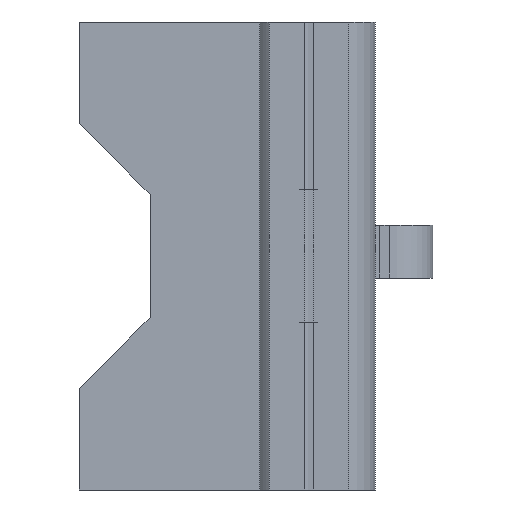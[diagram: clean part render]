
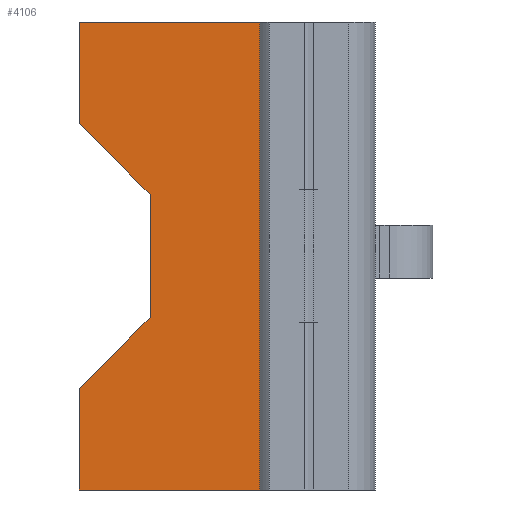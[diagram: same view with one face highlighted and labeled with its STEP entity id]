
A CAD part, front view. The second image highlights one B-rep face of the part: STEP entity #4106.
In plain terms, the highlighted planar face has unit normal (0, -1, 0).
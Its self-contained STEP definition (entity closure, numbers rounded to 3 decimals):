
#1603 = PLANE('',#1604);
#1604 = AXIS2_PLACEMENT_3D('',#1605,#1606,#1607);
#1605 = CARTESIAN_POINT('',(-8.16,4.474,53.));
#1606 = DIRECTION('',(0.,0.,1.));
#1607 = DIRECTION('',(1.,0.,0.));
#1711 = PLANE('',#1712);
#1712 = AXIS2_PLACEMENT_3D('',#1713,#1714,#1715);
#1713 = CARTESIAN_POINT('',(-8.16,4.474,0.));
#1714 = DIRECTION('',(0.,0.,-1.));
#1715 = DIRECTION('',(-1.,0.,0.));
#2956 = VERTEX_POINT('',#2957);
#2957 = CARTESIAN_POINT('',(-5.59,-5.,53.));
#2976 = CYLINDRICAL_SURFACE('',#2977,7.5);
#2977 = AXIS2_PLACEMENT_3D('',#2978,#2979,#2980);
#2978 = CARTESIAN_POINT('',(0.,0.,0.));
#2979 = DIRECTION('',(0.,0.,1.));
#2980 = DIRECTION('',(-1.,-0.,-0.));
#2988 = EDGE_CURVE('',#2956,#2989,#2991,.T.);
#2989 = VERTEX_POINT('',#2990);
#2990 = CARTESIAN_POINT('',(-26.,-5.,53.));
#2991 = SURFACE_CURVE('',#2992,(#2996,#3003),.PCURVE_S1.);
#2992 = LINE('',#2993,#2994);
#2993 = CARTESIAN_POINT('',(-5.,-5.,53.));
#2994 = VECTOR('',#2995,1.);
#2995 = DIRECTION('',(-1.,-0.,-0.));
#2996 = PCURVE('',#1603,#2997);
#2997 = DEFINITIONAL_REPRESENTATION('',(#2998),#3002);
#2998 = LINE('',#2999,#3000);
#2999 = CARTESIAN_POINT('',(3.16,-9.474));
#3000 = VECTOR('',#3001,1.);
#3001 = DIRECTION('',(-1.,0.));
#3002 = ( GEOMETRIC_REPRESENTATION_CONTEXT(2) 
PARAMETRIC_REPRESENTATION_CONTEXT() REPRESENTATION_CONTEXT('2D SPACE',''
  ) );
#3003 = PCURVE('',#3004,#3009);
#3004 = PLANE('',#3005);
#3005 = AXIS2_PLACEMENT_3D('',#3006,#3007,#3008);
#3006 = CARTESIAN_POINT('',(-5.,-5.,0.));
#3007 = DIRECTION('',(0.,1.,0.));
#3008 = DIRECTION('',(0.,0.,-1.));
#3009 = DEFINITIONAL_REPRESENTATION('',(#3010),#3014);
#3010 = LINE('',#3011,#3012);
#3011 = CARTESIAN_POINT('',(-53.,-0.));
#3012 = VECTOR('',#3013,1.);
#3013 = DIRECTION('',(-0.,1.));
#3014 = ( GEOMETRIC_REPRESENTATION_CONTEXT(2) 
PARAMETRIC_REPRESENTATION_CONTEXT() REPRESENTATION_CONTEXT('2D SPACE',''
  ) );
#3032 = PLANE('',#3033);
#3033 = AXIS2_PLACEMENT_3D('',#3034,#3035,#3036);
#3034 = CARTESIAN_POINT('',(-26.,-5.,0.));
#3035 = DIRECTION('',(-1.,-0.,-0.));
#3036 = DIRECTION('',(0.,0.,-1.));
#3187 = VERTEX_POINT('',#3188);
#3188 = CARTESIAN_POINT('',(-26.,-5.,0.));
#3202 = PLANE('',#3203);
#3203 = AXIS2_PLACEMENT_3D('',#3204,#3205,#3206);
#3204 = CARTESIAN_POINT('',(-26.,-5.,0.));
#3205 = DIRECTION('',(-1.,-0.,-0.));
#3206 = DIRECTION('',(0.,0.,-1.));
#3214 = EDGE_CURVE('',#3215,#3187,#3217,.T.);
#3215 = VERTEX_POINT('',#3216);
#3216 = CARTESIAN_POINT('',(-5.59,-5.,0.));
#3217 = SURFACE_CURVE('',#3218,(#3222,#3229),.PCURVE_S1.);
#3218 = LINE('',#3219,#3220);
#3219 = CARTESIAN_POINT('',(-5.,-5.,0.));
#3220 = VECTOR('',#3221,1.);
#3221 = DIRECTION('',(-1.,-0.,-0.));
#3222 = PCURVE('',#1711,#3223);
#3223 = DEFINITIONAL_REPRESENTATION('',(#3224),#3228);
#3224 = LINE('',#3225,#3226);
#3225 = CARTESIAN_POINT('',(-3.16,-9.474));
#3226 = VECTOR('',#3227,1.);
#3227 = DIRECTION('',(1.,-0.));
#3228 = ( GEOMETRIC_REPRESENTATION_CONTEXT(2) 
PARAMETRIC_REPRESENTATION_CONTEXT() REPRESENTATION_CONTEXT('2D SPACE',''
  ) );
#3229 = PCURVE('',#3004,#3230);
#3230 = DEFINITIONAL_REPRESENTATION('',(#3231),#3235);
#3231 = LINE('',#3232,#3233);
#3232 = CARTESIAN_POINT('',(-0.,-0.));
#3233 = VECTOR('',#3234,1.);
#3234 = DIRECTION('',(-0.,1.));
#3235 = ( GEOMETRIC_REPRESENTATION_CONTEXT(2) 
PARAMETRIC_REPRESENTATION_CONTEXT() REPRESENTATION_CONTEXT('2D SPACE',''
  ) );
#3559 = PLANE('',#3560);
#3560 = AXIS2_PLACEMENT_3D('',#3561,#3562,#3563);
#3561 = CARTESIAN_POINT('',(-22.,-8.,37.5));
#3562 = DIRECTION('',(-0.707,-0.,-0.707));
#3563 = DIRECTION('',(0.,-1.,0.));
#3587 = PLANE('',#3588);
#3588 = AXIS2_PLACEMENT_3D('',#3589,#3590,#3591);
#3589 = CARTESIAN_POINT('',(-18.,-8.,11.5));
#3590 = DIRECTION('',(-1.,-0.,-0.));
#3591 = DIRECTION('',(0.,0.,-1.));
#3615 = PLANE('',#3616);
#3616 = AXIS2_PLACEMENT_3D('',#3617,#3618,#3619);
#3617 = CARTESIAN_POINT('',(-22.,-8.,15.5));
#3618 = DIRECTION('',(0.707,0.,-0.707));
#3619 = DIRECTION('',(0.,-1.,0.));
#4061 = EDGE_CURVE('',#4062,#2989,#4064,.T.);
#4062 = VERTEX_POINT('',#4063);
#4063 = CARTESIAN_POINT('',(-26.,-5.,41.5));
#4064 = SURFACE_CURVE('',#4065,(#4069,#4076),.PCURVE_S1.);
#4065 = LINE('',#4066,#4067);
#4066 = CARTESIAN_POINT('',(-26.,-5.,0.));
#4067 = VECTOR('',#4068,1.);
#4068 = DIRECTION('',(0.,0.,1.));
#4069 = PCURVE('',#3032,#4070);
#4070 = DEFINITIONAL_REPRESENTATION('',(#4071),#4075);
#4071 = LINE('',#4072,#4073);
#4072 = CARTESIAN_POINT('',(-0.,-0.));
#4073 = VECTOR('',#4074,1.);
#4074 = DIRECTION('',(-1.,-0.));
#4075 = ( GEOMETRIC_REPRESENTATION_CONTEXT(2) 
PARAMETRIC_REPRESENTATION_CONTEXT() REPRESENTATION_CONTEXT('2D SPACE',''
  ) );
#4076 = PCURVE('',#3004,#4077);
#4077 = DEFINITIONAL_REPRESENTATION('',(#4078),#4082);
#4078 = LINE('',#4079,#4080);
#4079 = CARTESIAN_POINT('',(-0.,21.));
#4080 = VECTOR('',#4081,1.);
#4081 = DIRECTION('',(-1.,0.));
#4082 = ( GEOMETRIC_REPRESENTATION_CONTEXT(2) 
PARAMETRIC_REPRESENTATION_CONTEXT() REPRESENTATION_CONTEXT('2D SPACE',''
  ) );
#4106 = ADVANCED_FACE('',(#4107),#3004,.F.);
#4107 = FACE_BOUND('',#4108,.T.);
#4108 = EDGE_LOOP('',(#4109,#4110,#4131,#4132,#4133,#4156,#4179,#4202));
#4109 = ORIENTED_EDGE('',*,*,#3214,.F.);
#4110 = ORIENTED_EDGE('',*,*,#4111,.T.);
#4111 = EDGE_CURVE('',#3215,#2956,#4112,.T.);
#4112 = SURFACE_CURVE('',#4113,(#4117,#4124),.PCURVE_S1.);
#4113 = LINE('',#4114,#4115);
#4114 = CARTESIAN_POINT('',(-5.59,-5.,0.));
#4115 = VECTOR('',#4116,1.);
#4116 = DIRECTION('',(0.,0.,1.));
#4117 = PCURVE('',#3004,#4118);
#4118 = DEFINITIONAL_REPRESENTATION('',(#4119),#4123);
#4119 = LINE('',#4120,#4121);
#4120 = CARTESIAN_POINT('',(-0.,0.59));
#4121 = VECTOR('',#4122,1.);
#4122 = DIRECTION('',(-1.,-0.));
#4123 = ( GEOMETRIC_REPRESENTATION_CONTEXT(2) 
PARAMETRIC_REPRESENTATION_CONTEXT() REPRESENTATION_CONTEXT('2D SPACE',''
  ) );
#4124 = PCURVE('',#2976,#4125);
#4125 = DEFINITIONAL_REPRESENTATION('',(#4126),#4130);
#4126 = LINE('',#4127,#4128);
#4127 = CARTESIAN_POINT('',(-5.553,0.));
#4128 = VECTOR('',#4129,1.);
#4129 = DIRECTION('',(-0.,1.));
#4130 = ( GEOMETRIC_REPRESENTATION_CONTEXT(2) 
PARAMETRIC_REPRESENTATION_CONTEXT() REPRESENTATION_CONTEXT('2D SPACE',''
  ) );
#4131 = ORIENTED_EDGE('',*,*,#2988,.T.);
#4132 = ORIENTED_EDGE('',*,*,#4061,.F.);
#4133 = ORIENTED_EDGE('',*,*,#4134,.T.);
#4134 = EDGE_CURVE('',#4062,#4135,#4137,.T.);
#4135 = VERTEX_POINT('',#4136);
#4136 = CARTESIAN_POINT('',(-18.,-5.,33.5));
#4137 = SURFACE_CURVE('',#4138,(#4142,#4149),.PCURVE_S1.);
#4138 = LINE('',#4139,#4140);
#4139 = CARTESIAN_POINT('',(-8.375,-5.,23.875));
#4140 = VECTOR('',#4141,1.);
#4141 = DIRECTION('',(0.707,0.,-0.707));
#4142 = PCURVE('',#3004,#4143);
#4143 = DEFINITIONAL_REPRESENTATION('',(#4144),#4148);
#4144 = LINE('',#4145,#4146);
#4145 = CARTESIAN_POINT('',(-23.875,3.375));
#4146 = VECTOR('',#4147,1.);
#4147 = DIRECTION('',(0.707,-0.707));
#4148 = ( GEOMETRIC_REPRESENTATION_CONTEXT(2) 
PARAMETRIC_REPRESENTATION_CONTEXT() REPRESENTATION_CONTEXT('2D SPACE',''
  ) );
#4149 = PCURVE('',#3559,#4150);
#4150 = DEFINITIONAL_REPRESENTATION('',(#4151),#4155);
#4151 = LINE('',#4152,#4153);
#4152 = CARTESIAN_POINT('',(-3.,-19.269));
#4153 = VECTOR('',#4154,1.);
#4154 = DIRECTION('',(-0.,-1.));
#4155 = ( GEOMETRIC_REPRESENTATION_CONTEXT(2) 
PARAMETRIC_REPRESENTATION_CONTEXT() REPRESENTATION_CONTEXT('2D SPACE',''
  ) );
#4156 = ORIENTED_EDGE('',*,*,#4157,.T.);
#4157 = EDGE_CURVE('',#4135,#4158,#4160,.T.);
#4158 = VERTEX_POINT('',#4159);
#4159 = CARTESIAN_POINT('',(-18.,-5.,19.5));
#4160 = SURFACE_CURVE('',#4161,(#4165,#4172),.PCURVE_S1.);
#4161 = LINE('',#4162,#4163);
#4162 = CARTESIAN_POINT('',(-18.,-5.,5.75));
#4163 = VECTOR('',#4164,1.);
#4164 = DIRECTION('',(-0.,-0.,-1.));
#4165 = PCURVE('',#3004,#4166);
#4166 = DEFINITIONAL_REPRESENTATION('',(#4167),#4171);
#4167 = LINE('',#4168,#4169);
#4168 = CARTESIAN_POINT('',(-5.75,13.));
#4169 = VECTOR('',#4170,1.);
#4170 = DIRECTION('',(1.,-0.));
#4171 = ( GEOMETRIC_REPRESENTATION_CONTEXT(2) 
PARAMETRIC_REPRESENTATION_CONTEXT() REPRESENTATION_CONTEXT('2D SPACE',''
  ) );
#4172 = PCURVE('',#3587,#4173);
#4173 = DEFINITIONAL_REPRESENTATION('',(#4174),#4178);
#4174 = LINE('',#4175,#4176);
#4175 = CARTESIAN_POINT('',(5.75,-3.));
#4176 = VECTOR('',#4177,1.);
#4177 = DIRECTION('',(1.,-0.));
#4178 = ( GEOMETRIC_REPRESENTATION_CONTEXT(2) 
PARAMETRIC_REPRESENTATION_CONTEXT() REPRESENTATION_CONTEXT('2D SPACE',''
  ) );
#4179 = ORIENTED_EDGE('',*,*,#4180,.F.);
#4180 = EDGE_CURVE('',#4181,#4158,#4183,.T.);
#4181 = VERTEX_POINT('',#4182);
#4182 = CARTESIAN_POINT('',(-26.,-5.,11.5));
#4183 = SURFACE_CURVE('',#4184,(#4188,#4195),.PCURVE_S1.);
#4184 = LINE('',#4185,#4186);
#4185 = CARTESIAN_POINT('',(-21.625,-5.,15.875));
#4186 = VECTOR('',#4187,1.);
#4187 = DIRECTION('',(0.707,0.,0.707));
#4188 = PCURVE('',#3004,#4189);
#4189 = DEFINITIONAL_REPRESENTATION('',(#4190),#4194);
#4190 = LINE('',#4191,#4192);
#4191 = CARTESIAN_POINT('',(-15.875,16.625));
#4192 = VECTOR('',#4193,1.);
#4193 = DIRECTION('',(-0.707,-0.707));
#4194 = ( GEOMETRIC_REPRESENTATION_CONTEXT(2) 
PARAMETRIC_REPRESENTATION_CONTEXT() REPRESENTATION_CONTEXT('2D SPACE',''
  ) );
#4195 = PCURVE('',#3615,#4196);
#4196 = DEFINITIONAL_REPRESENTATION('',(#4197),#4201);
#4197 = LINE('',#4198,#4199);
#4198 = CARTESIAN_POINT('',(-3.,-0.53));
#4199 = VECTOR('',#4200,1.);
#4200 = DIRECTION('',(-0.,-1.));
#4201 = ( GEOMETRIC_REPRESENTATION_CONTEXT(2) 
PARAMETRIC_REPRESENTATION_CONTEXT() REPRESENTATION_CONTEXT('2D SPACE',''
  ) );
#4202 = ORIENTED_EDGE('',*,*,#4203,.F.);
#4203 = EDGE_CURVE('',#3187,#4181,#4204,.T.);
#4204 = SURFACE_CURVE('',#4205,(#4209,#4216),.PCURVE_S1.);
#4205 = LINE('',#4206,#4207);
#4206 = CARTESIAN_POINT('',(-26.,-5.,0.));
#4207 = VECTOR('',#4208,1.);
#4208 = DIRECTION('',(0.,0.,1.));
#4209 = PCURVE('',#3004,#4210);
#4210 = DEFINITIONAL_REPRESENTATION('',(#4211),#4215);
#4211 = LINE('',#4212,#4213);
#4212 = CARTESIAN_POINT('',(-0.,21.));
#4213 = VECTOR('',#4214,1.);
#4214 = DIRECTION('',(-1.,0.));
#4215 = ( GEOMETRIC_REPRESENTATION_CONTEXT(2) 
PARAMETRIC_REPRESENTATION_CONTEXT() REPRESENTATION_CONTEXT('2D SPACE',''
  ) );
#4216 = PCURVE('',#3202,#4217);
#4217 = DEFINITIONAL_REPRESENTATION('',(#4218),#4222);
#4218 = LINE('',#4219,#4220);
#4219 = CARTESIAN_POINT('',(-0.,-0.));
#4220 = VECTOR('',#4221,1.);
#4221 = DIRECTION('',(-1.,-0.));
#4222 = ( GEOMETRIC_REPRESENTATION_CONTEXT(2) 
PARAMETRIC_REPRESENTATION_CONTEXT() REPRESENTATION_CONTEXT('2D SPACE',''
  ) );
